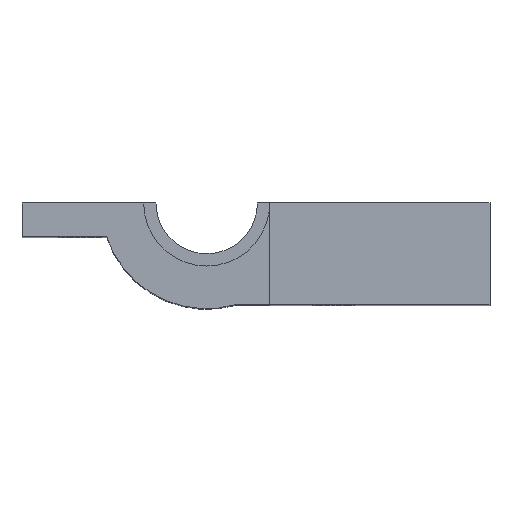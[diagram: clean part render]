
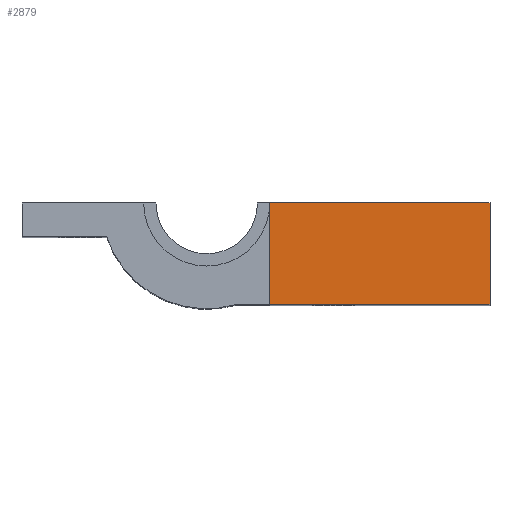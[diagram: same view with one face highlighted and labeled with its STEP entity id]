
A CAD part, top view. The second image highlights one B-rep face of the part: STEP entity #2879.
In plain terms, the highlighted planar face has unit normal (0, 0, 1).
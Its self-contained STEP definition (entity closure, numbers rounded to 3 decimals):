
#370 = PLANE('',#371);
#371 = AXIS2_PLACEMENT_3D('',#372,#373,#374);
#372 = CARTESIAN_POINT('',(7.46,0.,0.));
#373 = DIRECTION('',(0.,1.,0.));
#374 = DIRECTION('',(1.,0.,0.));
#801 = PLANE('',#802);
#802 = AXIS2_PLACEMENT_3D('',#803,#804,#805);
#803 = CARTESIAN_POINT('',(3.5,-12.,0.));
#804 = DIRECTION('',(0.,1.,0.));
#805 = DIRECTION('',(1.,0.,0.));
#826 = PLANE('',#827);
#827 = AXIS2_PLACEMENT_3D('',#828,#829,#830);
#828 = CARTESIAN_POINT('',(7.46,0.,75.5));
#829 = DIRECTION('',(-1.,0.,0.));
#830 = DIRECTION('',(0.,0.,1.));
#980 = VERTEX_POINT('',#981);
#981 = CARTESIAN_POINT('',(7.46,0.,97.));
#1002 = EDGE_CURVE('',#980,#1003,#1005,.T.);
#1003 = VERTEX_POINT('',#1004);
#1004 = CARTESIAN_POINT('',(33.5,0.,97.));
#1005 = SURFACE_CURVE('',#1006,(#1010,#1017),.PCURVE_S1.);
#1006 = LINE('',#1007,#1008);
#1007 = CARTESIAN_POINT('',(7.46,0.,97.));
#1008 = VECTOR('',#1009,1.);
#1009 = DIRECTION('',(1.,0.,0.));
#1010 = PCURVE('',#370,#1011);
#1011 = DEFINITIONAL_REPRESENTATION('',(#1012),#1016);
#1012 = LINE('',#1013,#1014);
#1013 = CARTESIAN_POINT('',(0.,-97.));
#1014 = VECTOR('',#1015,1.);
#1015 = DIRECTION('',(1.,0.));
#1016 = ( GEOMETRIC_REPRESENTATION_CONTEXT(2) 
PARAMETRIC_REPRESENTATION_CONTEXT() REPRESENTATION_CONTEXT('2D SPACE',''
  ) );
#1017 = PCURVE('',#1018,#1023);
#1018 = PLANE('',#1019);
#1019 = AXIS2_PLACEMENT_3D('',#1020,#1021,#1022);
#1020 = CARTESIAN_POINT('',(-21.843,-4.,97.));
#1021 = DIRECTION('',(0.,0.,-1.));
#1022 = DIRECTION('',(-1.,0.,0.));
#1023 = DEFINITIONAL_REPRESENTATION('',(#1024),#1028);
#1024 = LINE('',#1025,#1026);
#1025 = CARTESIAN_POINT('',(-29.303,4.));
#1026 = VECTOR('',#1027,1.);
#1027 = DIRECTION('',(-1.,0.));
#1028 = ( GEOMETRIC_REPRESENTATION_CONTEXT(2) 
PARAMETRIC_REPRESENTATION_CONTEXT() REPRESENTATION_CONTEXT('2D SPACE',''
  ) );
#1046 = PLANE('',#1047);
#1047 = AXIS2_PLACEMENT_3D('',#1048,#1049,#1050);
#1048 = CARTESIAN_POINT('',(33.5,-12.,0.));
#1049 = DIRECTION('',(-1.,0.,0.));
#1050 = DIRECTION('',(0.,1.,0.));
#1930 = VERTEX_POINT('',#1931);
#1931 = CARTESIAN_POINT('',(7.46,-12.,97.));
#1950 = EDGE_CURVE('',#980,#1930,#1951,.T.);
#1951 = SURFACE_CURVE('',#1952,(#1956,#1963),.PCURVE_S1.);
#1952 = LINE('',#1953,#1954);
#1953 = CARTESIAN_POINT('',(7.46,0.,97.));
#1954 = VECTOR('',#1955,1.);
#1955 = DIRECTION('',(0.,-1.,0.));
#1956 = PCURVE('',#826,#1957);
#1957 = DEFINITIONAL_REPRESENTATION('',(#1958),#1962);
#1958 = LINE('',#1959,#1960);
#1959 = CARTESIAN_POINT('',(21.5,0.));
#1960 = VECTOR('',#1961,1.);
#1961 = DIRECTION('',(0.,-1.));
#1962 = ( GEOMETRIC_REPRESENTATION_CONTEXT(2) 
PARAMETRIC_REPRESENTATION_CONTEXT() REPRESENTATION_CONTEXT('2D SPACE',''
  ) );
#1963 = PCURVE('',#1018,#1964);
#1964 = DEFINITIONAL_REPRESENTATION('',(#1965),#1969);
#1965 = LINE('',#1966,#1967);
#1966 = CARTESIAN_POINT('',(-29.303,4.));
#1967 = VECTOR('',#1968,1.);
#1968 = DIRECTION('',(0.,-1.));
#1969 = ( GEOMETRIC_REPRESENTATION_CONTEXT(2) 
PARAMETRIC_REPRESENTATION_CONTEXT() REPRESENTATION_CONTEXT('2D SPACE',''
  ) );
#1998 = EDGE_CURVE('',#1930,#1999,#2001,.T.);
#1999 = VERTEX_POINT('',#2000);
#2000 = CARTESIAN_POINT('',(33.5,-12.,97.));
#2001 = SURFACE_CURVE('',#2002,(#2006,#2013),.PCURVE_S1.);
#2002 = LINE('',#2003,#2004);
#2003 = CARTESIAN_POINT('',(3.5,-12.,97.));
#2004 = VECTOR('',#2005,1.);
#2005 = DIRECTION('',(1.,0.,0.));
#2006 = PCURVE('',#801,#2007);
#2007 = DEFINITIONAL_REPRESENTATION('',(#2008),#2012);
#2008 = LINE('',#2009,#2010);
#2009 = CARTESIAN_POINT('',(0.,-97.));
#2010 = VECTOR('',#2011,1.);
#2011 = DIRECTION('',(1.,0.));
#2012 = ( GEOMETRIC_REPRESENTATION_CONTEXT(2) 
PARAMETRIC_REPRESENTATION_CONTEXT() REPRESENTATION_CONTEXT('2D SPACE',''
  ) );
#2013 = PCURVE('',#1018,#2014);
#2014 = DEFINITIONAL_REPRESENTATION('',(#2015),#2019);
#2015 = LINE('',#2016,#2017);
#2016 = CARTESIAN_POINT('',(-25.343,-8.));
#2017 = VECTOR('',#2018,1.);
#2018 = DIRECTION('',(-1.,0.));
#2019 = ( GEOMETRIC_REPRESENTATION_CONTEXT(2) 
PARAMETRIC_REPRESENTATION_CONTEXT() REPRESENTATION_CONTEXT('2D SPACE',''
  ) );
#2349 = EDGE_CURVE('',#1999,#1003,#2350,.T.);
#2350 = SURFACE_CURVE('',#2351,(#2355,#2362),.PCURVE_S1.);
#2351 = LINE('',#2352,#2353);
#2352 = CARTESIAN_POINT('',(33.5,-12.,97.));
#2353 = VECTOR('',#2354,1.);
#2354 = DIRECTION('',(0.,1.,0.));
#2355 = PCURVE('',#1046,#2356);
#2356 = DEFINITIONAL_REPRESENTATION('',(#2357),#2361);
#2357 = LINE('',#2358,#2359);
#2358 = CARTESIAN_POINT('',(0.,-97.));
#2359 = VECTOR('',#2360,1.);
#2360 = DIRECTION('',(1.,0.));
#2361 = ( GEOMETRIC_REPRESENTATION_CONTEXT(2) 
PARAMETRIC_REPRESENTATION_CONTEXT() REPRESENTATION_CONTEXT('2D SPACE',''
  ) );
#2362 = PCURVE('',#1018,#2363);
#2363 = DEFINITIONAL_REPRESENTATION('',(#2364),#2368);
#2364 = LINE('',#2365,#2366);
#2365 = CARTESIAN_POINT('',(-55.343,-8.));
#2366 = VECTOR('',#2367,1.);
#2367 = DIRECTION('',(0.,1.));
#2368 = ( GEOMETRIC_REPRESENTATION_CONTEXT(2) 
PARAMETRIC_REPRESENTATION_CONTEXT() REPRESENTATION_CONTEXT('2D SPACE',''
  ) );
#2879 = ADVANCED_FACE('',(#2880),#1018,.F.);
#2880 = FACE_BOUND('',#2881,.F.);
#2881 = EDGE_LOOP('',(#2882,#2883,#2884,#2885));
#2882 = ORIENTED_EDGE('',*,*,#1998,.F.);
#2883 = ORIENTED_EDGE('',*,*,#1950,.F.);
#2884 = ORIENTED_EDGE('',*,*,#1002,.T.);
#2885 = ORIENTED_EDGE('',*,*,#2349,.F.);
